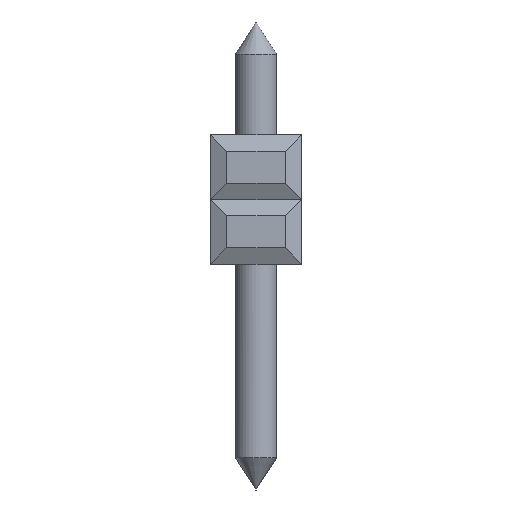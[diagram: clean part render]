
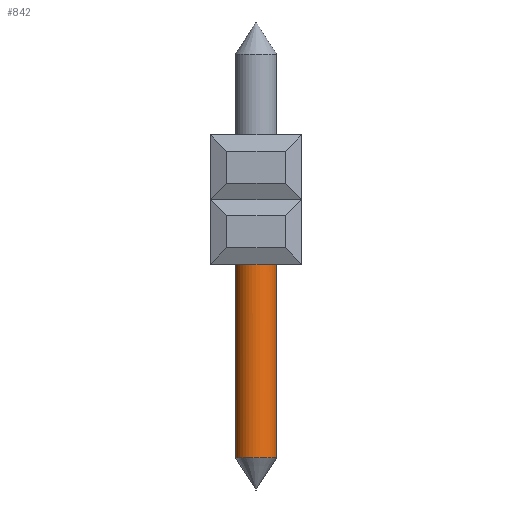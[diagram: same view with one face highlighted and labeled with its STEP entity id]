
A CAD part, left-side view. The second image highlights one B-rep face of the part: STEP entity #842.
In plain terms, the highlighted cylindrical face has radius 0.65 mm (diameter 1.3 mm), a full revolution.
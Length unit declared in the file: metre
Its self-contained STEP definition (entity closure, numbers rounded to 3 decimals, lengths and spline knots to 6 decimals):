
#842=ADVANCED_FACE('',(#2495,#2496),#2497,.T.);
#2495=FACE_OUTER_BOUND('',#5198,.T.);
#2496=FACE_OUTER_BOUND('',#5199,.T.);
#2497=CYLINDRICAL_SURFACE('',#5200,0.00065);
#5198=EDGE_LOOP('',(#7895));
#5199=EDGE_LOOP('',(#7896));
#5200=AXIS2_PLACEMENT_3D('',#7897,#7898,#7899);
#7895=ORIENTED_EDGE('',*,*,#14923,.F.);
#7896=ORIENTED_EDGE('',*,*,#14924,.F.);
#7897=CARTESIAN_POINT('',(-0.00435,-0.03326,0.0005));
#7898=DIRECTION('',(0.0,0.,-1.0));
#7899=DIRECTION('',(-1.0,0.0,0.0));
#14923=EDGE_CURVE('',#17641,#17641,#17642,.T.);
#14924=EDGE_CURVE('',#17643,#17643,#17644,.T.);
#17641=VERTEX_POINT('',#21423);
#17642=CIRCLE('',#21424,0.00065);
#17643=VERTEX_POINT('',#21425);
#17644=CIRCLE('',#21426,0.00065);
#21423=CARTESIAN_POINT('',(-0.00396,-0.03274,-0.01));
#21424=AXIS2_PLACEMENT_3D('',#26928,#26929,#26930);
#21425=CARTESIAN_POINT('',(-0.00435,-0.03391,-0.0038));
#21426=AXIS2_PLACEMENT_3D('',#26931,#26932,#26933);
#26928=CARTESIAN_POINT('',(-0.00435,-0.03326,-0.01));
#26929=DIRECTION('',(0.,0.,-1.0));
#26930=DIRECTION('',(0.6,0.8,0.));
#26931=CARTESIAN_POINT('',(-0.00435,-0.03326,-0.0038));
#26932=DIRECTION('',(0.0,0.,1.0));
#26933=DIRECTION('',(0.0,-1.0,0.));
